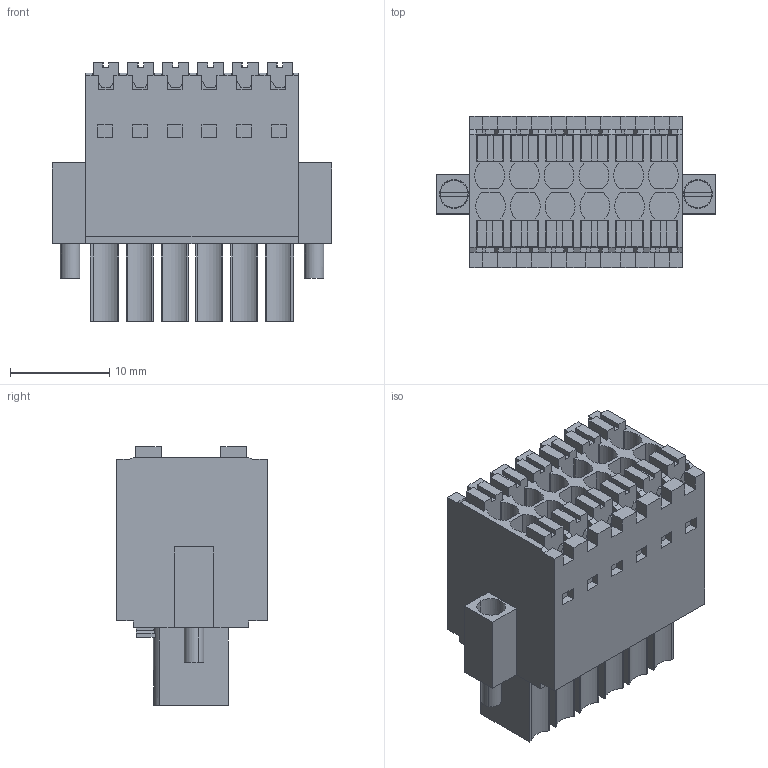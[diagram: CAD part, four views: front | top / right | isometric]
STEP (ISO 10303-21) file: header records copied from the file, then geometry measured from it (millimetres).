
FILE_DESCRIPTION(('CATIA V5 STEP Exchange','CAx-IF Rec.Pracs.--- Model Styling and Organization---1.2---2011-12-15'),'2;1');
FILE_NAME ('D1450474_0', '2017-05-29T08:42:34+00:00', ('none'), ('Weidmueller'), 'CATIA Version 5-6 Release 2014', 'CATIA V5 STEP AP214', 'none');
FILE_SCHEMA(('AUTOMOTIVE_DESIGN { 1 0 10303 214 1 1 1 1 }'));
Length unit declared in the file: millimetre
Products named in the file (1): 1277900000
Bounding box: 28.15 x 15.2 x 26.05 mm (x, y, z)
Volume: 6142 mm3; surface area: 5219.7 mm2
Topology: 15 solids, 15 shells, 732 faces, 2006 edges, 1338 vertices
Faces by surface type: plane 680, cylinder 52
Entity records: 21729 total; most frequent: ORIENTED_EDGE 4012, CARTESIAN_POINT 3949, DIRECTION 3031, EDGE_CURVE 2006, VECTOR 1838, LINE 1838, VERTEX_POINT 1338, EDGE_LOOP 770
